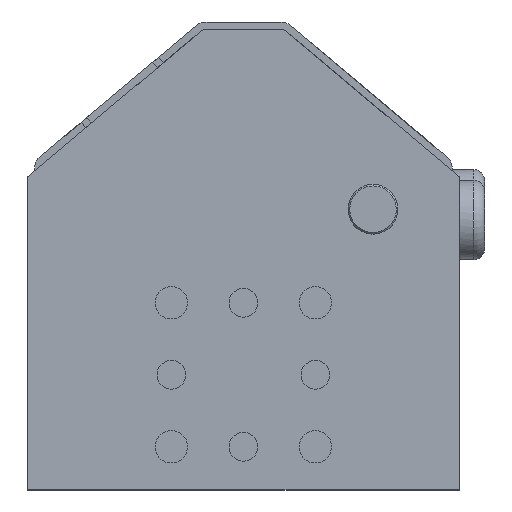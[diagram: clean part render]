
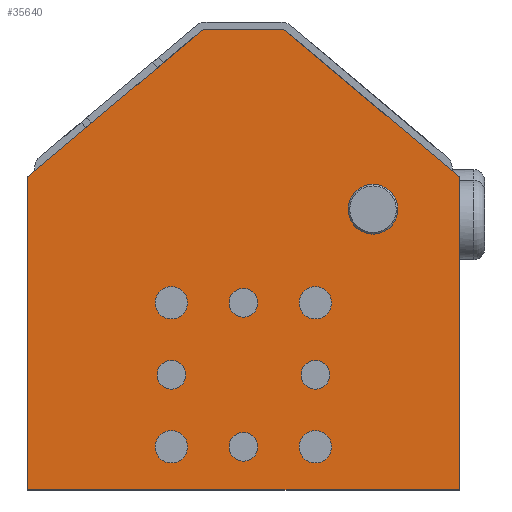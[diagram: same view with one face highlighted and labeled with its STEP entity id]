
A CAD part, left-side view. The second image highlights one B-rep face of the part: STEP entity #35640.
In plain terms, the highlighted face is planar.
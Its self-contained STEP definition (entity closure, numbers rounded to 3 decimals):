
#34547=CARTESIAN_POINT('',(230.,18.,41.459));
#34548=VERTEX_POINT('',#34547);
#34549=CARTESIAN_POINT('',(230.,18.,38.));
#34550=DIRECTION('',(-1.0,0.0,0.0));
#34551=DIRECTION('',(0.0,0.0,-1.0));
#34552=AXIS2_PLACEMENT_3D('',#34549,#34550,#34551);
#34553=CIRCLE('',#34552,3.459);
#34554=EDGE_CURVE('',#34548,#34548,#34553,.T.);
#34931=CARTESIAN_POINT('',(230.,0.,27.));
#34932=VERTEX_POINT('',#34931);
#34933=CARTESIAN_POINT('',(230.,0.,25.));
#34934=DIRECTION('',(-1.0,0.0,0.0));
#34935=DIRECTION('',(0.0,0.0,-1.0));
#34936=AXIS2_PLACEMENT_3D('',#34933,#34934,#34935);
#34937=CIRCLE('',#34936,2.0);
#34938=EDGE_CURVE('',#34932,#34932,#34937,.T.);
#34959=CARTESIAN_POINT('',(230.,-10.,17.));
#34960=VERTEX_POINT('',#34959);
#34961=CARTESIAN_POINT('',(230.,-10.,15.));
#34962=DIRECTION('',(-1.0,0.0,0.0));
#34963=DIRECTION('',(0.0,0.0,-1.0));
#34964=AXIS2_PLACEMENT_3D('',#34961,#34962,#34963);
#34965=CIRCLE('',#34964,2.0);
#34966=EDGE_CURVE('',#34960,#34960,#34965,.T.);
#34987=CARTESIAN_POINT('',(230.,10.,17.));
#34988=VERTEX_POINT('',#34987);
#34989=CARTESIAN_POINT('',(230.,10.,15.));
#34990=DIRECTION('',(-1.0,0.0,0.0));
#34991=DIRECTION('',(0.0,0.0,-1.0));
#34992=AXIS2_PLACEMENT_3D('',#34989,#34990,#34991);
#34993=CIRCLE('',#34992,2.0);
#34994=EDGE_CURVE('',#34988,#34988,#34993,.T.);
#35015=CARTESIAN_POINT('',(230.,0.,7.));
#35016=VERTEX_POINT('',#35015);
#35017=CARTESIAN_POINT('',(230.,0.,5.));
#35018=DIRECTION('',(-1.0,0.0,0.0));
#35019=DIRECTION('',(0.0,0.0,-1.0));
#35020=AXIS2_PLACEMENT_3D('',#35017,#35018,#35019);
#35021=CIRCLE('',#35020,2.0);
#35022=EDGE_CURVE('',#35016,#35016,#35021,.T.);
#35091=CARTESIAN_POINT('',(230.,10.,7.25));
#35092=VERTEX_POINT('',#35091);
#35093=CARTESIAN_POINT('',(230.,10.,5.));
#35094=DIRECTION('',(-1.0,0.0,0.0));
#35095=DIRECTION('',(0.0,0.0,-1.0));
#35096=AXIS2_PLACEMENT_3D('',#35093,#35094,#35095);
#35097=CIRCLE('',#35096,2.25);
#35098=EDGE_CURVE('',#35092,#35092,#35097,.T.);
#35159=CARTESIAN_POINT('',(230.,-10.,27.25));
#35160=VERTEX_POINT('',#35159);
#35161=CARTESIAN_POINT('',(230.,-10.,25.));
#35162=DIRECTION('',(-1.0,0.0,0.0));
#35163=DIRECTION('',(0.0,0.0,-1.0));
#35164=AXIS2_PLACEMENT_3D('',#35161,#35162,#35163);
#35165=CIRCLE('',#35164,2.25);
#35166=EDGE_CURVE('',#35160,#35160,#35165,.T.);
#35227=CARTESIAN_POINT('',(230.,-10.,7.25));
#35228=VERTEX_POINT('',#35227);
#35229=CARTESIAN_POINT('',(230.,-10.,5.));
#35230=DIRECTION('',(-1.0,0.0,0.0));
#35231=DIRECTION('',(0.0,0.0,-1.0));
#35232=AXIS2_PLACEMENT_3D('',#35229,#35230,#35231);
#35233=CIRCLE('',#35232,2.25);
#35234=EDGE_CURVE('',#35228,#35228,#35233,.T.);
#35295=CARTESIAN_POINT('',(230.,10.,27.25));
#35296=VERTEX_POINT('',#35295);
#35297=CARTESIAN_POINT('',(230.,10.,25.));
#35298=DIRECTION('',(-1.0,0.0,0.0));
#35299=DIRECTION('',(0.0,0.0,-1.0));
#35300=AXIS2_PLACEMENT_3D('',#35297,#35298,#35299);
#35301=CIRCLE('',#35300,2.25);
#35302=EDGE_CURVE('',#35296,#35296,#35301,.T.);
#35407=CARTESIAN_POINT('',(230.,-30.,-1.));
#35408=VERTEX_POINT('',#35407);
#35415=CARTESIAN_POINT('',(230.,-30.,42.492));
#35416=VERTEX_POINT('',#35415);
#35417=CARTESIAN_POINT('',(230.,-30.,-1.));
#35418=DIRECTION('',(0.0,0.0,1.0));
#35419=VECTOR('',#35418,43.492);
#35420=LINE('',#35417,#35419);
#35421=EDGE_CURVE('',#35408,#35416,#35420,.T.);
#35518=CARTESIAN_POINT('',(230.,30.,42.492));
#35519=VERTEX_POINT('',#35518);
#35526=CARTESIAN_POINT('',(230.,30.,-1.));
#35527=VERTEX_POINT('',#35526);
#35528=CARTESIAN_POINT('',(230.,30.,42.492));
#35529=DIRECTION('',(0.0,0.0,-1.0));
#35530=VECTOR('',#35529,43.492);
#35531=LINE('',#35528,#35530);
#35532=EDGE_CURVE('',#35519,#35527,#35531,.T.);
#35564=CARTESIAN_POINT('',(230.,5.56,63.));
#35565=VERTEX_POINT('',#35564);
#35572=CARTESIAN_POINT('',(230.,30.,42.492));
#35573=DIRECTION('',(0.,-0.766,0.643));
#35574=VECTOR('',#35573,31.905);
#35575=LINE('',#35572,#35574);
#35576=EDGE_CURVE('',#35519,#35565,#35575,.T.);
#35583=CARTESIAN_POINT('',(230.,0.,31.));
#35584=DIRECTION('',(-1.0,0.0,0.0));
#35585=DIRECTION('',(0.0,0.0,-1.0));
#35586=AXIS2_PLACEMENT_3D('',#35583,#35584,#35585);
#35587=PLANE('',#35586);
#35588=ORIENTED_EDGE('',*,*,#35576,.T.);
#35589=CARTESIAN_POINT('',(230.,-5.56,63.));
#35590=VERTEX_POINT('',#35589);
#35591=CARTESIAN_POINT('',(230.,-5.56,63.));
#35592=DIRECTION('',(0.0,1.0,0.0));
#35593=VECTOR('',#35592,11.119);
#35594=LINE('',#35591,#35593);
#35595=EDGE_CURVE('',#35590,#35565,#35594,.T.);
#35596=ORIENTED_EDGE('',*,*,#35595,.F.);
#35597=CARTESIAN_POINT('',(230.,-5.56,63.));
#35598=DIRECTION('',(0.,-0.766,-0.643));
#35599=VECTOR('',#35598,31.905);
#35600=LINE('',#35597,#35599);
#35601=EDGE_CURVE('',#35590,#35416,#35600,.T.);
#35602=ORIENTED_EDGE('',*,*,#35601,.T.);
#35603=ORIENTED_EDGE('',*,*,#35421,.F.);
#35604=CARTESIAN_POINT('',(230.,30.,-1.));
#35605=DIRECTION('',(0.0,-1.0,0.0));
#35606=VECTOR('',#35605,60.0);
#35607=LINE('',#35604,#35606);
#35608=EDGE_CURVE('',#35527,#35408,#35607,.T.);
#35609=ORIENTED_EDGE('',*,*,#35608,.F.);
#35610=ORIENTED_EDGE('',*,*,#35532,.F.);
#35611=EDGE_LOOP('',(#35588,#35596,#35602,#35603,#35609,#35610));
#35612=FACE_OUTER_BOUND('',#35611,.T.);
#35613=ORIENTED_EDGE('',*,*,#34938,.T.);
#35614=EDGE_LOOP('',(#35613));
#35615=FACE_BOUND('',#35614,.T.);
#35616=ORIENTED_EDGE('',*,*,#34966,.T.);
#35617=EDGE_LOOP('',(#35616));
#35618=FACE_BOUND('',#35617,.T.);
#35619=ORIENTED_EDGE('',*,*,#34994,.T.);
#35620=EDGE_LOOP('',(#35619));
#35621=FACE_BOUND('',#35620,.T.);
#35622=ORIENTED_EDGE('',*,*,#35022,.T.);
#35623=EDGE_LOOP('',(#35622));
#35624=FACE_BOUND('',#35623,.T.);
#35625=ORIENTED_EDGE('',*,*,#35098,.T.);
#35626=EDGE_LOOP('',(#35625));
#35627=FACE_BOUND('',#35626,.T.);
#35628=ORIENTED_EDGE('',*,*,#35166,.T.);
#35629=EDGE_LOOP('',(#35628));
#35630=FACE_BOUND('',#35629,.T.);
#35631=ORIENTED_EDGE('',*,*,#35234,.T.);
#35632=EDGE_LOOP('',(#35631));
#35633=FACE_BOUND('',#35632,.T.);
#35634=ORIENTED_EDGE('',*,*,#35302,.T.);
#35635=EDGE_LOOP('',(#35634));
#35636=FACE_BOUND('',#35635,.T.);
#35637=ORIENTED_EDGE('',*,*,#34554,.T.);
#35638=EDGE_LOOP('',(#35637));
#35639=FACE_BOUND('',#35638,.T.);
#35640=ADVANCED_FACE('',(#35612,#35615,#35618,#35621,#35624,#35627,#35630,#35633,#35636,#35639),#35587,.F.);
